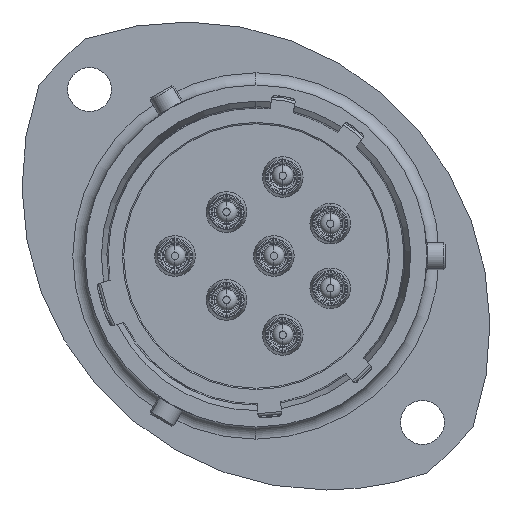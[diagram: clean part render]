
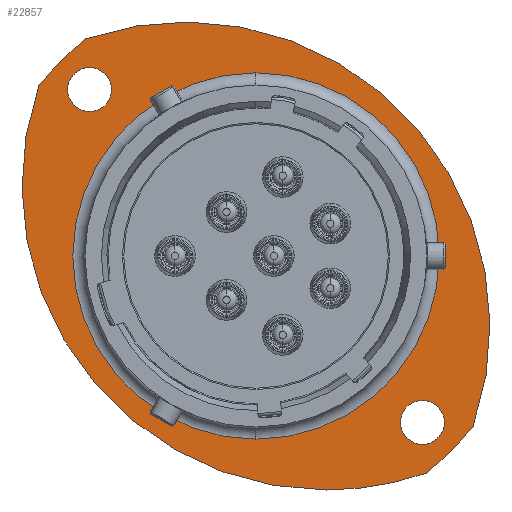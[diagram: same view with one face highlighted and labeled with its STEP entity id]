
A CAD part, left-side view. The second image highlights one B-rep face of the part: STEP entity #22857.
In plain terms, the highlighted planar face has unit normal (-1, 0, 0).
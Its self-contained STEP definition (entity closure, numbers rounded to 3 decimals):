
#21 = DIRECTION ( 'NONE',  ( 0., 0., -1. ) ) ;
#441 = CIRCLE ( 'NONE', #2206, 22.5 ) ;
#498 = VERTEX_POINT ( 'NONE', #7659 ) ;
#602 = EDGE_CURVE ( 'NONE', #1896, #17967, #3485, .T. ) ;
#1244 = CIRCLE ( 'NONE', #4546, 13.545 ) ;
#1593 = CARTESIAN_POINT ( 'NONE',  ( 8.269, 9.407, 20.087 ) ) ;
#1682 = AXIS2_PLACEMENT_3D ( 'NONE', #10775, #25207, #19081 ) ;
#1896 = VERTEX_POINT ( 'NONE', #1593 ) ;
#2194 = ORIENTED_EDGE ( 'NONE', *, *, #20670, .F. ) ;
#2206 = AXIS2_PLACEMENT_3D ( 'NONE', #20514, #8441, #10218 ) ;
#2354 = CARTESIAN_POINT ( 'NONE',  ( 8.269, -15.482, -6.647 ) ) ;
#2826 = CARTESIAN_POINT ( 'NONE',  ( 8.269, -3.179, 4.032 ) ) ;
#2979 = DIRECTION ( 'NONE',  ( 0., 0., -1. ) ) ;
#3145 = EDGE_CURVE ( 'NONE', #19440, #498, #8022, .T. ) ;
#3295 = CIRCLE ( 'NONE', #6894, 1.625 ) ;
#3479 = EDGE_CURVE ( 'NONE', #14809, #13873, #16858, .T. ) ;
#3485 = CIRCLE ( 'NONE', #1682, 20.4 ) ;
#4497 = ORIENTED_EDGE ( 'NONE', *, *, #602, .T. ) ;
#4546 = AXIS2_PLACEMENT_3D ( 'NONE', #21532, #9152, #23683 ) ;
#4828 = CARTESIAN_POINT ( 'NONE',  ( 8.269, 9.125, 16.335 ) ) ;
#4881 = VERTEX_POINT ( 'NONE', #10165 ) ;
#4944 = CARTESIAN_POINT ( 'NONE',  ( 8.269, -8.376, 9.229 ) ) ;
#5320 = FACE_BOUND ( 'NONE', #22594, .T. ) ;
#6102 = VERTEX_POINT ( 'NONE', #17145 ) ;
#6844 = DIRECTION ( 'NONE',  ( -1., 0., 0. ) ) ;
#6856 = AXIS2_PLACEMENT_3D ( 'NONE', #26365, #7922, #21 ) ;
#6866 = CARTESIAN_POINT ( 'NONE',  ( 8.269, -19.234, -8.554 ) ) ;
#6894 = AXIS2_PLACEMENT_3D ( 'NONE', #9811, #11875, #12145 ) ;
#7047 = DIRECTION ( 'NONE',  ( -1., 0., 0. ) ) ;
#7084 = ORIENTED_EDGE ( 'NONE', *, *, #3145, .F. ) ;
#7365 = AXIS2_PLACEMENT_3D ( 'NONE', #25125, #23175, #25401 ) ;
#7659 = CARTESIAN_POINT ( 'NONE',  ( 8.269, -15.482, -9.897 ) ) ;
#7922 = DIRECTION ( 'NONE',  ( -1., 0., 0. ) ) ;
#8022 = CIRCLE ( 'NONE', #17955, 1.625 ) ;
#8441 = DIRECTION ( 'NONE',  ( -1., 0., 0. ) ) ;
#8863 = FACE_BOUND ( 'NONE', #11611, .T. ) ;
#8864 = CIRCLE ( 'NONE', #25339, 13.545 ) ;
#9060 = AXIS2_PLACEMENT_3D ( 'NONE', #17647, #15337, #2979 ) ;
#9152 = DIRECTION ( 'NONE',  ( 1., 0., 0. ) ) ;
#9487 = CIRCLE ( 'NONE', #9060, 1.625 ) ;
#9811 = CARTESIAN_POINT ( 'NONE',  ( 8.269, 9.125, 16.335 ) ) ;
#10051 = EDGE_CURVE ( 'NONE', #13873, #23216, #14088, .T. ) ;
#10072 = EDGE_CURVE ( 'NONE', #21198, #15673, #16040, .T. ) ;
#10136 = ORIENTED_EDGE ( 'NONE', *, *, #24862, .T. ) ;
#10165 = CARTESIAN_POINT ( 'NONE',  ( 8.269, -3.179, 17.577 ) ) ;
#10218 = DIRECTION ( 'NONE',  ( 0., 0., -1. ) ) ;
#10472 = EDGE_CURVE ( 'NONE', #23216, #1896, #21148, .T. ) ;
#10494 = ORIENTED_EDGE ( 'NONE', *, *, #26307, .T. ) ;
#10626 = AXIS2_PLACEMENT_3D ( 'NONE', #4828, #6844, #16943 ) ;
#10775 = CARTESIAN_POINT ( 'NONE',  ( 8.269, -3.179, 4.032 ) ) ;
#11036 = DIRECTION ( 'NONE',  ( 0., 0., -1. ) ) ;
#11611 = EDGE_LOOP ( 'NONE', ( #2194, #7084 ) ) ;
#11875 = DIRECTION ( 'NONE',  ( -1., 0., 0. ) ) ;
#11913 = AXIS2_PLACEMENT_3D ( 'NONE', #21499, #17249, #19320 ) ;
#12145 = DIRECTION ( 'NONE',  ( 0., 0., -1. ) ) ;
#12744 = AXIS2_PLACEMENT_3D ( 'NONE', #4944, #7047, #21483 ) ;
#13201 = ORIENTED_EDGE ( 'NONE', *, *, #13806, .F. ) ;
#13806 = EDGE_CURVE ( 'NONE', #15673, #21198, #3295, .T. ) ;
#13873 = VERTEX_POINT ( 'NONE', #26381 ) ;
#13959 = EDGE_LOOP ( 'NONE', ( #18113, #20165, #17216, #19948, #4497 ) ) ;
#14088 = CIRCLE ( 'NONE', #7365, 20.4 ) ;
#14809 = VERTEX_POINT ( 'NONE', #24020 ) ;
#15337 = DIRECTION ( 'NONE',  ( -1., 0., 0. ) ) ;
#15673 = VERTEX_POINT ( 'NONE', #25648 ) ;
#16040 = CIRCLE ( 'NONE', #10626, 1.625 ) ;
#16075 = EDGE_CURVE ( 'NONE', #17967, #14809, #441, .T. ) ;
#16858 = CIRCLE ( 'NONE', #12744, 22.5 ) ;
#16943 = DIRECTION ( 'NONE',  ( 0., 0., -1. ) ) ;
#17145 = CARTESIAN_POINT ( 'NONE',  ( 8.269, -3.179, -9.513 ) ) ;
#17216 = ORIENTED_EDGE ( 'NONE', *, *, #10051, .T. ) ;
#17249 = DIRECTION ( 'NONE',  ( 1., 0., 0. ) ) ;
#17647 = CARTESIAN_POINT ( 'NONE',  ( 8.269, -15.482, -8.272 ) ) ;
#17928 = FACE_BOUND ( 'NONE', #25120, .T. ) ;
#17955 = AXIS2_PLACEMENT_3D ( 'NONE', #19337, #25718, #11036 ) ;
#17967 = VERTEX_POINT ( 'NONE', #18508 ) ;
#18113 = ORIENTED_EDGE ( 'NONE', *, *, #16075, .T. ) ;
#18491 = ORIENTED_EDGE ( 'NONE', *, *, #10072, .F. ) ;
#18508 = CARTESIAN_POINT ( 'NONE',  ( 8.269, 12.876, 16.617 ) ) ;
#19081 = DIRECTION ( 'NONE',  ( 0., 0., 1. ) ) ;
#19320 = DIRECTION ( 'NONE',  ( 0., 0., -1. ) ) ;
#19337 = CARTESIAN_POINT ( 'NONE',  ( 8.269, -15.482, -8.272 ) ) ;
#19440 = VERTEX_POINT ( 'NONE', #2354 ) ;
#19839 = FACE_OUTER_BOUND ( 'NONE', #13959, .T. ) ;
#19948 = ORIENTED_EDGE ( 'NONE', *, *, #10472, .T. ) ;
#20165 = ORIENTED_EDGE ( 'NONE', *, *, #3479, .T. ) ;
#20514 = CARTESIAN_POINT ( 'NONE',  ( 8.269, -8.376, 9.229 ) ) ;
#20670 = EDGE_CURVE ( 'NONE', #498, #19440, #9487, .T. ) ;
#21148 = CIRCLE ( 'NONE', #6856, 22.5 ) ;
#21198 = VERTEX_POINT ( 'NONE', #26230 ) ;
#21483 = DIRECTION ( 'NONE',  ( 0., 0., -1. ) ) ;
#21499 = CARTESIAN_POINT ( 'NONE',  ( 8.269, 9.466, 4.032 ) ) ;
#21532 = CARTESIAN_POINT ( 'NONE',  ( 8.269, -3.179, 4.032 ) ) ;
#22594 = EDGE_LOOP ( 'NONE', ( #10136, #10494 ) ) ;
#22857 = ADVANCED_FACE ( 'NONE', ( #8863, #5320, #17928, #19839 ), #23832, .F. ) ;
#23175 = DIRECTION ( 'NONE',  ( -1., 0., 0. ) ) ;
#23216 = VERTEX_POINT ( 'NONE', #6866 ) ;
#23516 = DIRECTION ( 'NONE',  ( 1., 0., 0. ) ) ;
#23683 = DIRECTION ( 'NONE',  ( 0., 0., -1. ) ) ;
#23832 = PLANE ( 'NONE',  #11913 ) ;
#24020 = CARTESIAN_POINT ( 'NONE',  ( 8.269, -8.376, -13.271 ) ) ;
#24862 = EDGE_CURVE ( 'NONE', #6102, #4881, #1244, .T. ) ;
#25120 = EDGE_LOOP ( 'NONE', ( #18491, #13201 ) ) ;
#25125 = CARTESIAN_POINT ( 'NONE',  ( 8.269, -3.179, 4.032 ) ) ;
#25207 = DIRECTION ( 'NONE',  ( -1., 0., 0. ) ) ;
#25339 = AXIS2_PLACEMENT_3D ( 'NONE', #2826, #23516, #25398 ) ;
#25398 = DIRECTION ( 'NONE',  ( 0., 0., -1. ) ) ;
#25401 = DIRECTION ( 'NONE',  ( 0., 0., 1. ) ) ;
#25648 = CARTESIAN_POINT ( 'NONE',  ( 8.269, 9.125, 17.96 ) ) ;
#25718 = DIRECTION ( 'NONE',  ( -1., 0., 0. ) ) ;
#26230 = CARTESIAN_POINT ( 'NONE',  ( 8.269, 9.125, 14.71 ) ) ;
#26307 = EDGE_CURVE ( 'NONE', #4881, #6102, #8864, .T. ) ;
#26365 = CARTESIAN_POINT ( 'NONE',  ( 8.269, 2.018, -1.165 ) ) ;
#26381 = CARTESIAN_POINT ( 'NONE',  ( 8.269, -15.764, -12.023 ) ) ;
